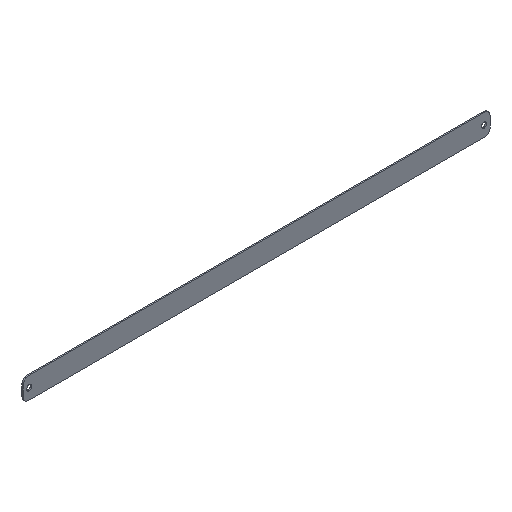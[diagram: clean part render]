
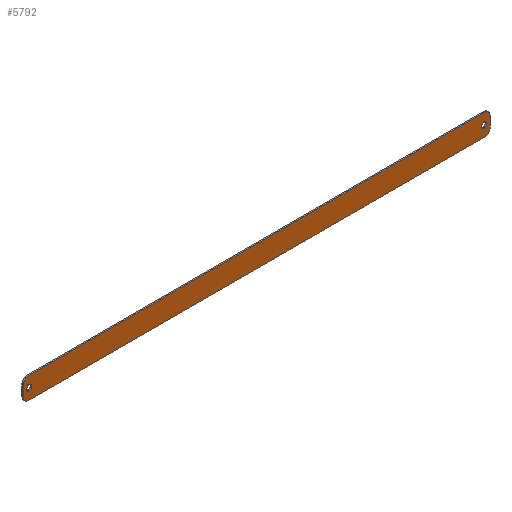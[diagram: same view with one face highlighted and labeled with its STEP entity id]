
A CAD part, isometric view. The second image highlights one B-rep face of the part: STEP entity #5792.
In plain terms, the highlighted planar face has unit normal (0, -1, 0).
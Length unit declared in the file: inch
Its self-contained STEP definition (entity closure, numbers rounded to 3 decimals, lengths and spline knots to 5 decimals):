
#961=CARTESIAN_POINT('',(12.08661,-0.07087,
0.29528));
#962=DIRECTION('',(0.,-1.,0.));
#963=DIRECTION('',(1.,0.,0.));
#964=AXIS2_PLACEMENT_3D('',#961,#962,#963);
#966=DIRECTION('',(0.,0.,-1.));
#967=VECTOR('',#966,0.59055);
#968=CARTESIAN_POINT('',(12.3622,-0.07087,
0.29528));
#969=LINE('',#968,#967);
#970=CARTESIAN_POINT('',(12.08661,-0.07087,
-0.29528));
#971=DIRECTION('',(0.,-1.,0.));
#972=DIRECTION('',(0.,0.,-1.));
#973=AXIS2_PLACEMENT_3D('',#970,#971,#972);
#975=DIRECTION('',(-1.,0.,0.));
#976=VECTOR('',#975,24.17323);
#977=CARTESIAN_POINT('',(12.08661,-0.07087,
-0.57087));
#978=LINE('',#977,#976);
#979=CARTESIAN_POINT('',(-12.08661,-0.07087,
-0.29528));
#980=DIRECTION('',(0.,-1.,0.));
#981=DIRECTION('',(-1.,0.,0.));
#982=AXIS2_PLACEMENT_3D('',#979,#980,#981);
#984=DIRECTION('',(0.,0.,1.));
#985=VECTOR('',#984,0.59055);
#986=CARTESIAN_POINT('',(-12.3622,-0.07087,
-0.29528));
#987=LINE('',#986,#985);
#988=CARTESIAN_POINT('',(-12.08661,-0.07087,
0.29528));
#989=DIRECTION('',(0.,-1.,0.));
#990=DIRECTION('',(0.,0.,1.));
#991=AXIS2_PLACEMENT_3D('',#988,#989,#990);
#993=DIRECTION('',(1.,0.,0.));
#994=VECTOR('',#993,24.17323);
#995=CARTESIAN_POINT('',(-12.08661,-0.07087,
0.57087));
#996=LINE('',#995,#994);
#997=CARTESIAN_POINT('',(12.04724,-0.07087,0.));
#998=DIRECTION('',(0.,1.,0.));
#999=DIRECTION('',(-1.,0.,0.));
#1000=AXIS2_PLACEMENT_3D('',#997,#998,#999);
#1002=CARTESIAN_POINT('',(12.04724,-0.07087,0.));
#1003=DIRECTION('',(0.,1.,0.));
#1004=DIRECTION('',(1.,0.,0.));
#1005=AXIS2_PLACEMENT_3D('',#1002,#1003,#1004);
#1007=CARTESIAN_POINT('',(-12.04724,-0.07087,0.));
#1008=DIRECTION('',(0.,1.,0.));
#1009=DIRECTION('',(-1.,0.,0.));
#1010=AXIS2_PLACEMENT_3D('',#1007,#1008,#1009);
#1012=CARTESIAN_POINT('',(-12.04724,-0.07087,0.));
#1013=DIRECTION('',(0.,1.,0.));
#1014=DIRECTION('',(1.,0.,0.));
#1015=AXIS2_PLACEMENT_3D('',#1012,#1013,#1014);
#3889=CARTESIAN_POINT('',(-12.18504,-0.07087,0.));
#3890=CARTESIAN_POINT('',(-11.90945,-0.07087,0.));
#3891=VERTEX_POINT('',#3889);
#3892=VERTEX_POINT('',#3890);
#3893=CARTESIAN_POINT('',(11.90945,-0.07087,0.));
#3894=CARTESIAN_POINT('',(12.18504,-0.07087,0.));
#3895=VERTEX_POINT('',#3893);
#3896=VERTEX_POINT('',#3894);
#3901=CARTESIAN_POINT('',(12.3622,-0.07087,
0.29528));
#3902=VERTEX_POINT('',#3901);
#3903=CARTESIAN_POINT('',(12.08661,-0.07087,
0.57087));
#3904=VERTEX_POINT('',#3903);
#3909=CARTESIAN_POINT('',(-12.08661,-0.07087,
0.57087));
#3910=VERTEX_POINT('',#3909);
#3911=CARTESIAN_POINT('',(12.3622,-0.07087,
-0.29528));
#3912=VERTEX_POINT('',#3911);
#3915=CARTESIAN_POINT('',(12.08661,-0.07087,
-0.57087));
#3916=VERTEX_POINT('',#3915);
#3919=CARTESIAN_POINT('',(-12.3622,-0.07087,
0.29528));
#3920=VERTEX_POINT('',#3919);
#3925=CARTESIAN_POINT('',(-12.3622,-0.07087,
-0.29528));
#3926=VERTEX_POINT('',#3925);
#3927=CARTESIAN_POINT('',(-12.08661,-0.07087,
-0.57087));
#3928=VERTEX_POINT('',#3927);
#5765=CARTESIAN_POINT('',(0.,-0.07087,0.));
#5766=DIRECTION('',(0.,1.,0.));
#5767=DIRECTION('',(1.,0.,0.));
#5768=AXIS2_PLACEMENT_3D('',#5765,#5766,#5767);
#5769=PLANE('',#5768);
#5770=ORIENTED_EDGE('',*,*,#5661,.F.);
#5771=ORIENTED_EDGE('',*,*,#5677,.T.);
#5772=ORIENTED_EDGE('',*,*,#5690,.F.);
#5773=ORIENTED_EDGE('',*,*,#5705,.T.);
#5774=ORIENTED_EDGE('',*,*,#5718,.F.);
#5775=ORIENTED_EDGE('',*,*,#5731,.T.);
#5776=ORIENTED_EDGE('',*,*,#5746,.F.);
#5777=ORIENTED_EDGE('',*,*,#5758,.T.);
#5778=EDGE_LOOP('',(#5770,#5771,#5772,#5773,#5774,#5775,#5776,#5777));
#5779=FACE_OUTER_BOUND('',#5778,.F.);
#5781=ORIENTED_EDGE('',*,*,#5780,.F.);
#5783=ORIENTED_EDGE('',*,*,#5782,.F.);
#5784=EDGE_LOOP('',(#5781,#5783));
#5785=FACE_BOUND('',#5784,.F.);
#5787=ORIENTED_EDGE('',*,*,#5786,.F.);
#5789=ORIENTED_EDGE('',*,*,#5788,.F.);
#5790=EDGE_LOOP('',(#5787,#5789));
#5791=FACE_BOUND('',#5790,.F.);
#5792=ADVANCED_FACE('',(#5779,#5785,#5791),#5769,.F.);
#965=CIRCLE('',#964,0.27559);
#974=CIRCLE('',#973,0.27559);
#983=CIRCLE('',#982,0.27559);
#992=CIRCLE('',#991,0.27559);
#1001=CIRCLE('',#1000,0.1378);
#1006=CIRCLE('',#1005,0.1378);
#1011=CIRCLE('',#1010,0.1378);
#1016=CIRCLE('',#1015,0.1378);
#5661=EDGE_CURVE('',#3902,#3904,#965,.T.);
#5677=EDGE_CURVE('',#3902,#3912,#969,.T.);
#5690=EDGE_CURVE('',#3916,#3912,#974,.T.);
#5705=EDGE_CURVE('',#3916,#3928,#978,.T.);
#5718=EDGE_CURVE('',#3926,#3928,#983,.T.);
#5731=EDGE_CURVE('',#3926,#3920,#987,.T.);
#5746=EDGE_CURVE('',#3910,#3920,#992,.T.);
#5758=EDGE_CURVE('',#3910,#3904,#996,.T.);
#5780=EDGE_CURVE('',#3895,#3896,#1001,.T.);
#5782=EDGE_CURVE('',#3896,#3895,#1006,.T.);
#5786=EDGE_CURVE('',#3891,#3892,#1011,.T.);
#5788=EDGE_CURVE('',#3892,#3891,#1016,.T.);
